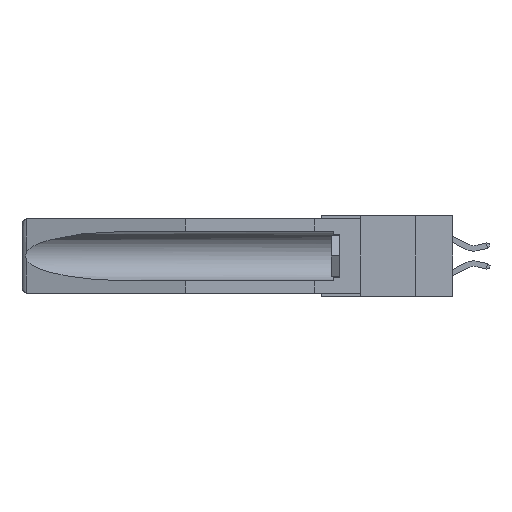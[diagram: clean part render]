
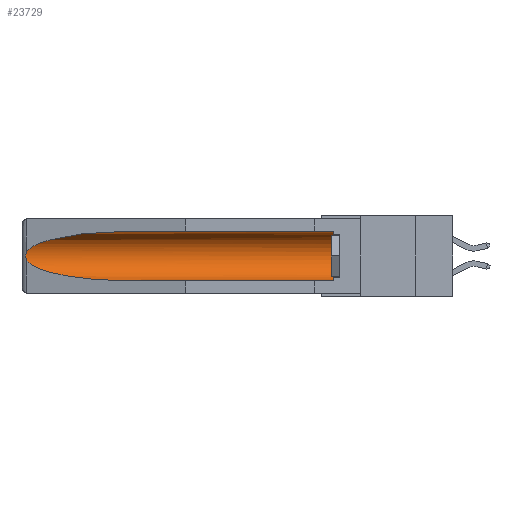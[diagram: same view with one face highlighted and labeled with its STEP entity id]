
A CAD part, left-side view. The second image highlights one B-rep face of the part: STEP entity #23729.
In plain terms, the highlighted cylindrical face has radius 2.857 mm (diameter 5.715 mm), a partial arc.
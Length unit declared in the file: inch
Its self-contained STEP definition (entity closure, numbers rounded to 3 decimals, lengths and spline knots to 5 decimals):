
#206 = EDGE_CURVE ( 'NONE', #1448, #23746, #3579, .T. ) ;
#230 = DIRECTION ( 'NONE',  ( 0., 1., 0. ) ) ;
#903 = FACE_OUTER_BOUND ( 'NONE', #7117, .T. ) ;
#979 = ORIENTED_EDGE ( 'NONE', *, *, #25629, .T. ) ;
#1054 = EDGE_CURVE ( 'NONE', #9365, #1448, #31418, .T. ) ;
#1147 = CARTESIAN_POINT ( 'NONE',  ( 0.155, -0.30754, -0.284 ) ) ;
#1245 = CARTESIAN_POINT ( 'NONE',  ( 0.26537, 1.52718, -0.14972 ) ) ;
#1254 = DIRECTION ( 'NONE',  ( 0., 1., 0. ) ) ;
#1448 = VERTEX_POINT ( 'NONE', #12814 ) ;
#1797 = CARTESIAN_POINT ( 'NONE',  ( 0.155, 0.126, -0.284 ) ) ;
#2186 = LINE ( 'NONE', #1147, #9775 ) ;
#2651 = ORIENTED_EDGE ( 'NONE', *, *, #206, .T. ) ;
#2852 = CARTESIAN_POINT ( 'NONE',  ( 0.155, 0.126, -0.059 ) ) ;
#2871 = ORIENTED_EDGE ( 'NONE', *, *, #7674, .T. ) ;
#3579 =( BOUNDED_CURVE ( )  B_SPLINE_CURVE ( 3, ( #20972, #6423, #8825, #21713 ),
 .UNSPECIFIED., .F., .F. ) 
 B_SPLINE_CURVE_WITH_KNOTS ( ( 4, 4 ),
 ( 0.1948, 1.5708 ),
 .UNSPECIFIED. ) 
 CURVE ( )  GEOMETRIC_REPRESENTATION_ITEM ( )  RATIONAL_B_SPLINE_CURVE ( ( 1., 0.848, 0.848, 1. ) ) 
 REPRESENTATION_ITEM ( '' )  );
#4578 = CARTESIAN_POINT ( 'NONE',  ( 0.155, -0.30754, -0.059 ) ) ;
#6065 = CARTESIAN_POINT ( 'NONE',  ( 0.2675, 1.53308, -0.16763 ) ) ;
#6423 = CARTESIAN_POINT ( 'NONE',  ( 0.25451, 1.48313, -0.24835 ) ) ;
#6460 = CARTESIAN_POINT ( 'NONE',  ( 0.155, 0.126, -0.1715 ) ) ;
#6766 = AXIS2_PLACEMENT_3D ( 'NONE', #7822, #230, #7926 ) ;
#6889 =( BOUNDED_CURVE ( )  B_SPLINE_CURVE ( 3, ( #7852, #15176, #20269, #17808 ),
 .UNSPECIFIED., .F., .F. ) 
 B_SPLINE_CURVE_WITH_KNOTS ( ( 4, 4 ),
 ( 4.71239, 6.08839 ),
 .UNSPECIFIED. ) 
 CURVE ( )  GEOMETRIC_REPRESENTATION_ITEM ( )  RATIONAL_B_SPLINE_CURVE ( ( 1., 0.848, 0.848, 1. ) ) 
 REPRESENTATION_ITEM ( '' )  );
#7117 = EDGE_LOOP ( 'NONE', ( #13839, #21446, #2651, #19556, #979, #2871 ) ) ;
#7391 = EDGE_CURVE ( 'NONE', #15691, #9365, #6889, .T. ) ;
#7509 = CARTESIAN_POINT ( 'NONE',  ( 0.155, 1.07973, -0.284 ) ) ;
#7606 = AXIS2_PLACEMENT_3D ( 'NONE', #6460, #11424, #30876 ) ;
#7674 = EDGE_CURVE ( 'NONE', #21657, #15691, #29039, .T. ) ;
#7822 = CARTESIAN_POINT ( 'NONE',  ( 0.155, -0.30754, -0.1715 ) ) ;
#7852 = CARTESIAN_POINT ( 'NONE',  ( 0.155, 1.07973, -0.059 ) ) ;
#7926 = DIRECTION ( 'NONE',  ( 0., 0., 1. ) ) ;
#8685 = CARTESIAN_POINT ( 'NONE',  ( 0.2675, 1.53308, -0.17534 ) ) ;
#8825 = CARTESIAN_POINT ( 'NONE',  ( 0.21114, 1.30732, -0.284 ) ) ;
#9365 = VERTEX_POINT ( 'NONE', #10405 ) ;
#9657 = CARTESIAN_POINT ( 'NONE',  ( 0.155, 1.07973, -0.059 ) ) ;
#9775 = VECTOR ( 'NONE', #1254, 39.37008 ) ;
#10405 = CARTESIAN_POINT ( 'NONE',  ( 0.26537, 1.52718, -0.14972 ) ) ;
#11424 = DIRECTION ( 'NONE',  ( 0., -1., 0. ) ) ;
#11664 = EDGE_CURVE ( 'NONE', #22702, #23746, #2186, .T. ) ;
#12814 = CARTESIAN_POINT ( 'NONE',  ( 0.26537, 1.52718, -0.19328 ) ) ;
#13267 = CARTESIAN_POINT ( 'NONE',  ( 0.26537, 1.52718, -0.19328 ) ) ;
#13839 = ORIENTED_EDGE ( 'NONE', *, *, #7391, .T. ) ;
#14798 = CIRCLE ( 'NONE', #7606, 0.1125 ) ;
#15176 = CARTESIAN_POINT ( 'NONE',  ( 0.21114, 1.30732, -0.059 ) ) ;
#15691 = VERTEX_POINT ( 'NONE', #9657 ) ;
#16650 = DIRECTION ( 'NONE',  ( 0., 1., 0. ) ) ;
#17808 = CARTESIAN_POINT ( 'NONE',  ( 0.26537, 1.52718, -0.14972 ) ) ;
#19556 = ORIENTED_EDGE ( 'NONE', *, *, #11664, .F. ) ;
#19956 = CYLINDRICAL_SURFACE ( 'NONE', #6766, 0.1125 ) ;
#20269 = CARTESIAN_POINT ( 'NONE',  ( 0.25451, 1.48313, -0.09465 ) ) ;
#20614 = CARTESIAN_POINT ( 'NONE',  ( 0.26597, 1.52961, -0.15275 ) ) ;
#20718 = CARTESIAN_POINT ( 'NONE',  ( 0.26597, 1.5296, -0.19026 ) ) ;
#20972 = CARTESIAN_POINT ( 'NONE',  ( 0.26537, 1.52718, -0.19328 ) ) ;
#21446 = ORIENTED_EDGE ( 'NONE', *, *, #1054, .T. ) ;
#21657 = VERTEX_POINT ( 'NONE', #2852 ) ;
#21713 = CARTESIAN_POINT ( 'NONE',  ( 0.155, 1.07973, -0.284 ) ) ;
#22702 = VERTEX_POINT ( 'NONE', #1797 ) ;
#23176 = CARTESIAN_POINT ( 'NONE',  ( 0.2673, 1.53269, -0.17917 ) ) ;
#23375 = CARTESIAN_POINT ( 'NONE',  ( 0.2673, 1.5327, -0.16383 ) ) ;
#23729 = ADVANCED_FACE ( 'NONE', ( #903 ), #19956, .F. ) ;
#23746 = VERTEX_POINT ( 'NONE', #7509 ) ;
#25629 = EDGE_CURVE ( 'NONE', #22702, #21657, #14798, .T. ) ;
#25687 = CARTESIAN_POINT ( 'NONE',  ( 0.26655, 1.53094, -0.18657 ) ) ;
#25983 = VECTOR ( 'NONE', #16650, 39.37008 ) ;
#29039 = LINE ( 'NONE', #4578, #25983 ) ;
#30491 = CARTESIAN_POINT ( 'NONE',  ( 0.26654, 1.53092, -0.15636 ) ) ;
#30876 = DIRECTION ( 'NONE',  ( 0., 0., 1. ) ) ;
#31418 = B_SPLINE_CURVE_WITH_KNOTS ( 'NONE', 3,
 ( #1245, #20614, #30491, #23375, #6065, #8685, #23176, #25687, #20718, #13267 ),
 .UNSPECIFIED., .F., .F.,
 ( 4, 2, 2, 2, 4 ),
 ( 0., 0.00029, 0.00058, 0.00087, 0.00117 ),
 .UNSPECIFIED. ) ;
